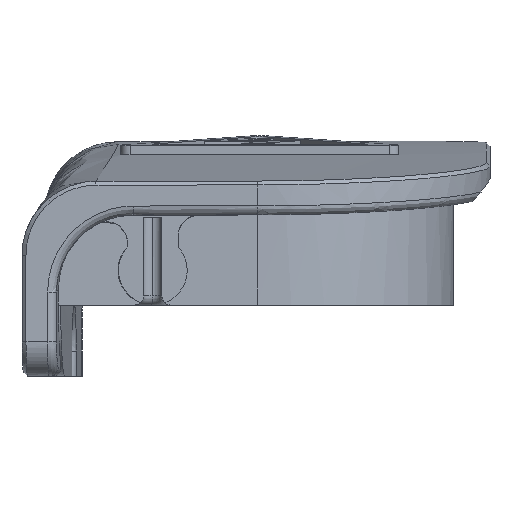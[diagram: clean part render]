
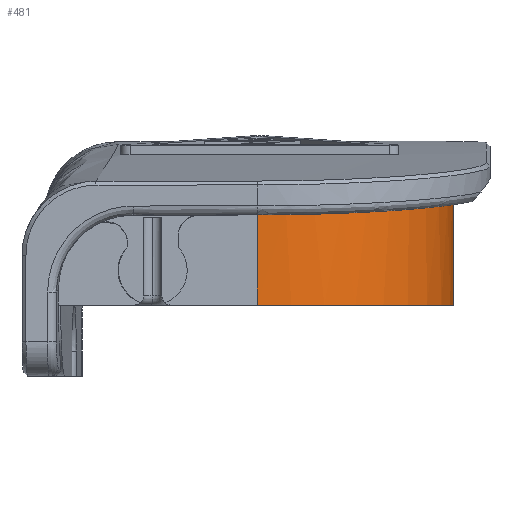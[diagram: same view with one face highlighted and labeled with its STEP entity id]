
A CAD part, front view. The second image highlights one B-rep face of the part: STEP entity #481.
In plain terms, the highlighted cylindrical face has radius 10.873 mm (diameter 21.746 mm), a partial arc.
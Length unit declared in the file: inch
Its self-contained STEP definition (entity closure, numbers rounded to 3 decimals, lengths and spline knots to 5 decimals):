
#94 = EDGE_CURVE ( 'NONE', #4120, #9177, #6531, .T. ) ;
#123 = EDGE_CURVE ( 'NONE', #4120, #3450, #3068, .T. ) ;
#183 = EDGE_CURVE ( 'NONE', #9177, #3451, #8294, .T. ) ;
#481 = ADVANCED_FACE ( 'NONE', ( #6016 ), #6015, .T. ) ;
#612 = EDGE_CURVE ( 'NONE', #3451, #3450, #7543, .T. ) ;
#2834 = CARTESIAN_POINT ( 'NONE',  ( 0.33196, 0.2284, 0.49371 ) ) ;
#2835 = CARTESIAN_POINT ( 'NONE',  ( 0.35995, 0.22889, 0.49375 ) ) ;
#2840 = CARTESIAN_POINT ( 'NONE',  ( 0.38742, 0.23209, 0.49404 ) ) ;
#2841 = CARTESIAN_POINT ( 'NONE',  ( 0.4279, 0.24079, 0.49482 ) ) ;
#2842 = CARTESIAN_POINT ( 'NONE',  ( 0.44127, 0.24434, 0.49513 ) ) ;
#2843 = CARTESIAN_POINT ( 'NONE',  ( 0.46775, 0.25278, 0.49588 ) ) ;
#2844 = CARTESIAN_POINT ( 'NONE',  ( 0.48091, 0.2577, 0.49632 ) ) ;
#2845 = CARTESIAN_POINT ( 'NONE',  ( 0.51916, 0.27416, 0.49777 ) ) ;
#2846 = CARTESIAN_POINT ( 'NONE',  ( 0.54332, 0.28746, 0.49893 ) ) ;
#2847 = CARTESIAN_POINT ( 'NONE',  ( 0.58896, 0.31868, 0.50162 ) ) ;
#2848 = CARTESIAN_POINT ( 'NONE',  ( 0.61055, 0.33676, 0.50315 ) ) ;
#2849 = CARTESIAN_POINT ( 'NONE',  ( 0.64924, 0.37615, 0.50643 ) ) ;
#2850 = CARTESIAN_POINT ( 'NONE',  ( 0.66657, 0.39757, 0.50819 ) ) ;
#2851 = CARTESIAN_POINT ( 'NONE',  ( 0.6895, 0.43234, 0.51097 ) ) ;
#2852 = CARTESIAN_POINT ( 'NONE',  ( 0.69663, 0.44441, 0.51192 ) ) ;
#2853 = CARTESIAN_POINT ( 'NONE',  ( 0.70956, 0.4689, 0.51383 ) ) ;
#2854 = CARTESIAN_POINT ( 'NONE',  ( 0.71539, 0.48139, 0.5148 ) ) ;
#2855 = CARTESIAN_POINT ( 'NONE',  ( 0.73104, 0.51961, 0.51771 ) ) ;
#2856 = CARTESIAN_POINT ( 'NONE',  ( 0.73905, 0.54612, 0.51968 ) ) ;
#2857 = CARTESIAN_POINT ( 'NONE',  ( 0.74985, 0.60084, 0.52362 ) ) ;
#2858 = CARTESIAN_POINT ( 'NONE',  ( 0.75256, 0.62848, 0.52556 ) ) ;
#2859 = CARTESIAN_POINT ( 'NONE',  ( 0.75256, 0.65641, 0.52745 ) ) ;
#3054 = CARTESIAN_POINT ( 'NONE',  ( 0.33196, 0.2284, 2.5 ) ) ;
#3068 = LINE ( 'NONE', #3054, #7085 ) ;
#3072 = DIRECTION ( 'NONE',  ( 0., 0., -1. ) ) ;
#3450 = VERTEX_POINT ( 'NONE', #6993 ) ;
#3451 = VERTEX_POINT ( 'NONE', #6994 ) ;
#3744 = EDGE_LOOP ( 'NONE', ( #3879, #3880, #3881, #3882 ) ) ;
#3879 = ORIENTED_EDGE ( 'NONE', *, *, #123, .T. ) ;
#3880 = ORIENTED_EDGE ( 'NONE', *, *, #612, .F. ) ;
#3881 = ORIENTED_EDGE ( 'NONE', *, *, #183, .F. ) ;
#3882 = ORIENTED_EDGE ( 'NONE', *, *, #94, .F. ) ;
#4120 = VERTEX_POINT ( 'NONE', #7181 ) ;
#4650 = CARTESIAN_POINT ( 'NONE',  ( 0.32449, 0.65641, 0.29528 ) ) ;
#4651 = DIRECTION ( 'NONE',  ( 0., 0., -1. ) ) ;
#4652 = DIRECTION ( 'NONE',  ( -1., 0., 0. ) ) ;
#6009 = CARTESIAN_POINT ( 'NONE',  ( 0.32449, 0.65641, 2.5 ) ) ;
#6012 = DIRECTION ( 'NONE',  ( 0., 0., -1. ) ) ;
#6015 = CYLINDRICAL_SURFACE ( 'NONE', #7655, 0.42807 ) ;
#6016 = FACE_OUTER_BOUND ( 'NONE', #3744, .T. ) ;
#6018 = DIRECTION ( 'NONE',  ( -1., 0., 0. ) ) ;
#6531 = B_SPLINE_CURVE_WITH_KNOTS ( 'NONE', 3,
 ( #2834, #2835, #2840, #2841, #2842, #2843, #2844, #2845, #2846, #2847, #2848, #2849, #2850, #2851, #2852, #2853, #2854, #2855, #2856, #2857, #2858, #2859 ),
 .UNSPECIFIED., .F., .F.,
 ( 4, 2, 2, 2, 2, 2, 2, 2, 2, 2, 4 ),
 ( 0., 0.0021, 0.00315, 0.00421, 0.00631, 0.00841, 0.01051, 0.01156, 0.01262, 0.01472, 0.01682 ),
 .UNSPECIFIED. ) ;
#6845 = VECTOR ( 'NONE', #8307, 39.37008 ) ;
#6993 = CARTESIAN_POINT ( 'NONE',  ( 0.33196, 0.2284, 0.29528 ) ) ;
#6994 = CARTESIAN_POINT ( 'NONE',  ( 0.75256, 0.65641, 0.29528 ) ) ;
#7085 = VECTOR ( 'NONE', #3072, 39.37008 ) ;
#7181 = CARTESIAN_POINT ( 'NONE',  ( 0.33196, 0.2284, 0.49371 ) ) ;
#7328 = CARTESIAN_POINT ( 'NONE',  ( 0.75256, 0.65641, 0.52745 ) ) ;
#7541 = AXIS2_PLACEMENT_3D ( 'NONE', #4650, #4651, #4652 ) ;
#7543 = CIRCLE ( 'NONE', #7541, 0.42807 ) ;
#7655 = AXIS2_PLACEMENT_3D ( 'NONE', #6009, #6012, #6018 ) ;
#8294 = LINE ( 'NONE', #8306, #6845 ) ;
#8306 = CARTESIAN_POINT ( 'NONE',  ( 0.75256, 0.65641, 2.5 ) ) ;
#8307 = DIRECTION ( 'NONE',  ( 0., 0., -1. ) ) ;
#9177 = VERTEX_POINT ( 'NONE', #7328 ) ;
